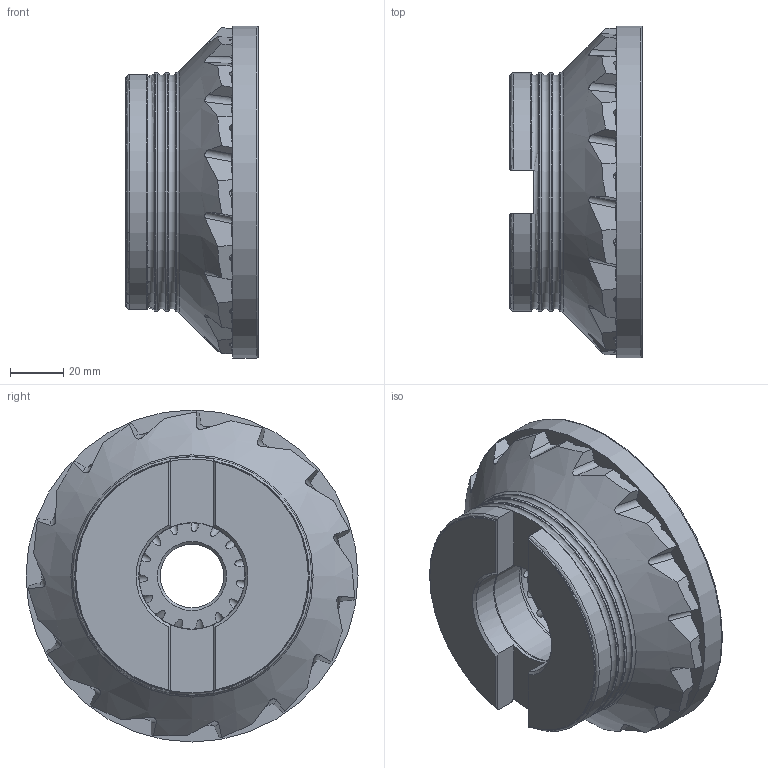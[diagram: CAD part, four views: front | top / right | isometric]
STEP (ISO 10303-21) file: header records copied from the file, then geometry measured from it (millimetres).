
FILE_DESCRIPTION (( 'STEP AP214' ), '1' );
FILE_NAME ('90PP_125_T09_15.STEP', '2015-10-19T13:57:51', ( '' ), ( '' ), 'SwSTEP 2.0', 'SolidWorks 2015', '' );
FILE_SCHEMA (( 'AUTOMOTIVE_DESIGN' ));
Length unit declared in the file: millimetre
Products named in the file (1): 90PP_125_T09_15
Bounding box: 50 x 124.99 x 124.99 mm (x, y, z)
Volume: 345031.6 mm3; surface area: 52605.9 mm2
Topology: 1 solids, 16 shells, 412 faces, 1214 edges, 804 vertices
Faces by surface type: plane 209, cone 102, cylinder 84, torus 17
Full cylindrical faces by diameter (mm): 3 x15, 3.3 x15, 24 x1, 40 x1, 40.15 x1, 40.3 x1, 90 x2, 124.992 x1
Entity records: 16928 total; most frequent: CARTESIAN_POINT 6443, ORIENTED_EDGE 2172, DIRECTION 1594, EDGE_CURVE 1086, VERTEX_POINT 747, AXIS2_PLACEMENT_3D 607, EDGE_LOOP 485, FACE_OUTER_BOUND 460
